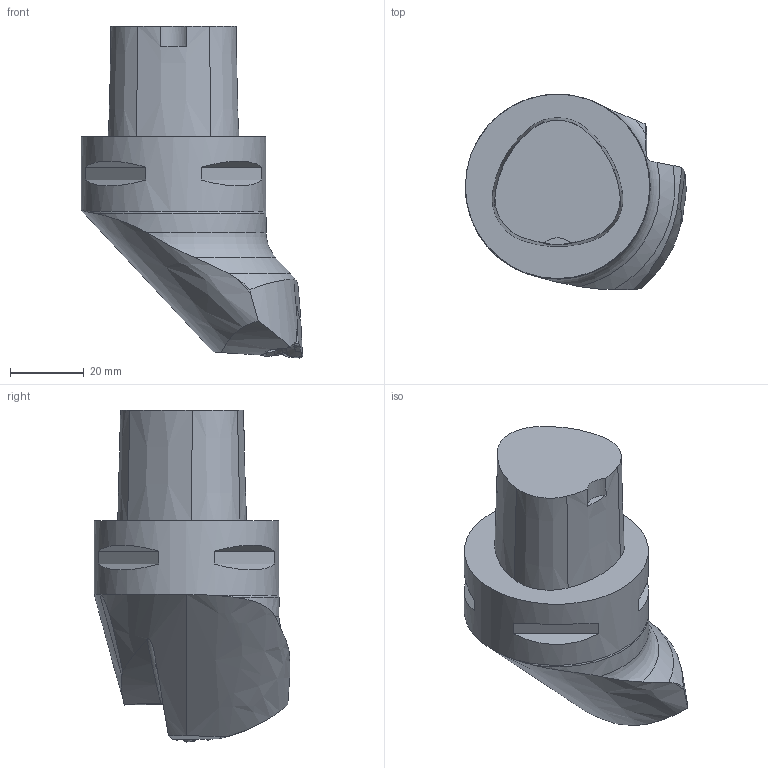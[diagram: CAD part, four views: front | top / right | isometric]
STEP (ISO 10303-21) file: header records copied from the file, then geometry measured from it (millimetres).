
FILE_DESCRIPTION(/* description */ (''),/* implementation_level */ '2;1');
FILE_NAME(/* name */ '1643799833381.stp',/* time_stamp */ '2022-02-02T16:34:09+05:00',/* author */ (''),/* organization */ ('SMS'),/* preprocessor_version */ 'ST-DEVELOPER v16.7',/* originating_system */ 'SIEMENS PLM Software NX 12.0',/* authorisation */ '');
FILE_SCHEMA (('AUTOMOTIVE_DESIGN { 1 0 10303 214 3 1 1 1 }'));
Length unit declared in the file: millimetre
Products named in the file (4): 203724673mod000_00; 203740303mod000_00; ASSEMBLY_CONSTRUCTION; 203740302mod000_00
Assembly tree (3 placements, depth 2):
  203740302mod000_00
    ASSEMBLY_CONSTRUCTION
    203740303mod000_00
    203724673mod000_00
Bounding box: 60 x 53 x 90 mm (x, y, z)
Volume: 114470.6 mm3; surface area: 15581.5 mm2
Topology: 2 solids, 2 shells, 198 faces, 550 edges, 368 vertices
Faces by surface type: plane 92, cylinder 54, extrusion 19, bspline 13, cone 13, torus 7
Full cylindrical faces by diameter (mm): 50 x1
Entity records: 9706 total; most frequent: CARTESIAN_POINT 4717, ORIENTED_EDGE 1096, DIRECTION 896, EDGE_CURVE 548, VERTEX_POINT 360, AXIS2_PLACEMENT_3D 318, VECTOR 260, LINE 241
